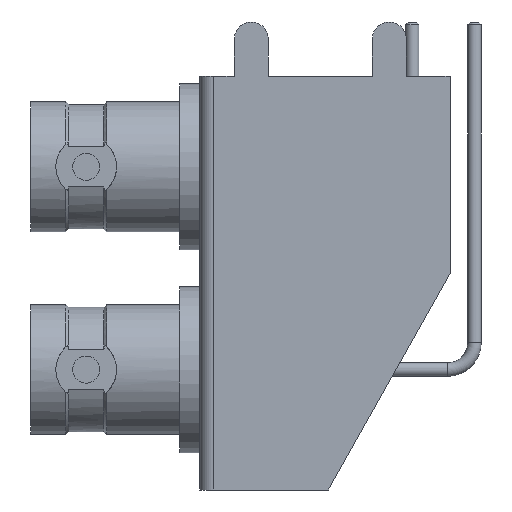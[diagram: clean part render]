
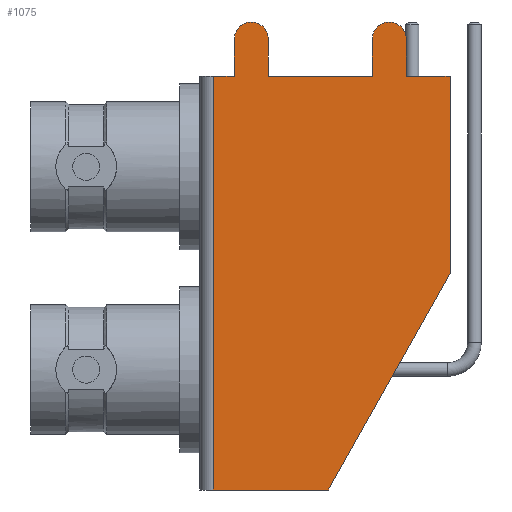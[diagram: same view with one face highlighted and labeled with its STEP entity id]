
A CAD part, front view. The second image highlights one B-rep face of the part: STEP entity #1075.
In plain terms, the highlighted planar face has unit normal (0, -1, 0).
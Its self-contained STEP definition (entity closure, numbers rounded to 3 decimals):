
#61 = CARTESIAN_POINT ( 'NONE',  ( 6., -8.85, 30.6 ) ) ;
#264 = ORIENTED_EDGE ( 'NONE', *, *, #12751, .T. ) ;
#359 = EDGE_CURVE ( 'NONE', #1752, #4699, #2798, .T. ) ;
#474 = DIRECTION ( 'NONE',  ( 0., 0., 1. ) ) ;
#701 = VERTEX_POINT ( 'NONE', #9405 ) ;
#789 = DIRECTION ( 'NONE',  ( 0., 0., -1. ) ) ;
#841 = CARTESIAN_POINT ( 'NONE',  ( -8.25, -8.85, 30.6 ) ) ;
#909 = DIRECTION ( 'NONE',  ( -1., 0., 0. ) ) ;
#921 = EDGE_CURVE ( 'NONE', #7532, #1752, #8027, .T. ) ;
#1043 = ORIENTED_EDGE ( 'NONE', *, *, #1681, .F. ) ;
#1045 = VERTEX_POINT ( 'NONE', #7415 ) ;
#1075 = ADVANCED_FACE ( 'NONE', ( #10304 ), #7480, .F. ) ;
#1078 = EDGE_LOOP ( 'NONE', ( #8168, #12001, #6796, #9677, #264, #3874, #8722, #7888, #8040, #10876, #9723, #6535, #10143, #1043, #9674 ) ) ;
#1166 = AXIS2_PLACEMENT_3D ( 'NONE', #4074, #3150, #5238 ) ;
#1207 = CARTESIAN_POINT ( 'NONE',  ( -8.25, -8.85, 34.6 ) ) ;
#1420 = CIRCLE ( 'NONE', #12103, 1.25 ) ;
#1495 = EDGE_CURVE ( 'NONE', #8089, #7532, #2239, .T. ) ;
#1574 = CIRCLE ( 'NONE', #4927, 1.25 ) ;
#1629 = CARTESIAN_POINT ( 'NONE',  ( -8.25, -8.85, 0. ) ) ;
#1681 = EDGE_CURVE ( 'NONE', #701, #12124, #6541, .T. ) ;
#1686 = VERTEX_POINT ( 'NONE', #4708 ) ;
#1752 = VERTEX_POINT ( 'NONE', #1629 ) ;
#1763 = DIRECTION ( 'NONE',  ( 0., -1., 0. ) ) ;
#1866 = VERTEX_POINT ( 'NONE', #3944 ) ;
#2195 = VECTOR ( 'NONE', #909, 1000. ) ;
#2239 = LINE ( 'NONE', #3424, #9248 ) ;
#2298 = DIRECTION ( 'NONE',  ( 0., -1., 0. ) ) ;
#2407 = CARTESIAN_POINT ( 'NONE',  ( 6., -8.85, 34.6 ) ) ;
#2443 = VERTEX_POINT ( 'NONE', #11652 ) ;
#2530 = DIRECTION ( 'NONE',  ( 0., 0., 1. ) ) ;
#2545 = CIRCLE ( 'NONE', #9657, 1.25 ) ;
#2618 = VECTOR ( 'NONE', #6452, 1000. ) ;
#2742 = CARTESIAN_POINT ( 'NONE',  ( -8.25, -8.85, 30.6 ) ) ;
#2798 = LINE ( 'NONE', #5348, #11708 ) ;
#2815 = VECTOR ( 'NONE', #3939, 1000. ) ;
#2888 = DIRECTION ( 'NONE',  ( 0., 0., 1. ) ) ;
#3150 = DIRECTION ( 'NONE',  ( 0., -1., 0. ) ) ;
#3177 = VERTEX_POINT ( 'NONE', #11648 ) ;
#3343 = DIRECTION ( 'NONE',  ( 0., 0., -1. ) ) ;
#3424 = CARTESIAN_POINT ( 'NONE',  ( -8.25, -8.85, 30.6 ) ) ;
#3524 = DIRECTION ( 'NONE',  ( -1., 0., 0. ) ) ;
#3578 = LINE ( 'NONE', #4377, #2618 ) ;
#3815 = CARTESIAN_POINT ( 'NONE',  ( 4.75, -8.85, 33.35 ) ) ;
#3868 = VECTOR ( 'NONE', #6735, 1000. ) ;
#3874 = ORIENTED_EDGE ( 'NONE', *, *, #5200, .T. ) ;
#3939 = DIRECTION ( 'NONE',  ( 0., 0., -1. ) ) ;
#3944 = CARTESIAN_POINT ( 'NONE',  ( 6., -8.85, 33.35 ) ) ;
#4074 = CARTESIAN_POINT ( 'NONE',  ( -5.45, -8.85, 33.35 ) ) ;
#4159 = CARTESIAN_POINT ( 'NONE',  ( -6.7, -8.85, 30.6 ) ) ;
#4167 = DIRECTION ( 'NONE',  ( 0., 0., -1. ) ) ;
#4218 = CARTESIAN_POINT ( 'NONE',  ( -4.2, -8.85, 33.35 ) ) ;
#4303 = EDGE_CURVE ( 'NONE', #1686, #3177, #1420, .T. ) ;
#4377 = CARTESIAN_POINT ( 'NONE',  ( 12.992, -8.85, 22.652 ) ) ;
#4699 = VERTEX_POINT ( 'NONE', #8925 ) ;
#4708 = CARTESIAN_POINT ( 'NONE',  ( 4.75, -8.85, 34.6 ) ) ;
#4927 = AXIS2_PLACEMENT_3D ( 'NONE', #3815, #1763, #2888 ) ;
#5200 = EDGE_CURVE ( 'NONE', #1045, #6479, #12842, .T. ) ;
#5202 = DIRECTION ( 'NONE',  ( 0., 1., 0. ) ) ;
#5238 = DIRECTION ( 'NONE',  ( 0., 0., 1. ) ) ;
#5348 = CARTESIAN_POINT ( 'NONE',  ( -8.25, -8.85, 0. ) ) ;
#5405 = DIRECTION ( 'NONE',  ( 1., 0., 0. ) ) ;
#5413 = LINE ( 'NONE', #6459, #7409 ) ;
#5622 = CARTESIAN_POINT ( 'NONE',  ( 9.25, -8.85, 16. ) ) ;
#5718 = EDGE_CURVE ( 'NONE', #12633, #1866, #11318, .T. ) ;
#5738 = VECTOR ( 'NONE', #3524, 1000. ) ;
#6291 = AXIS2_PLACEMENT_3D ( 'NONE', #1207, #5202, #8292 ) ;
#6293 = DIRECTION ( 'NONE',  ( 0., 0., 1. ) ) ;
#6452 = DIRECTION ( 'NONE',  ( 0.49, 0., 0.872 ) ) ;
#6459 = CARTESIAN_POINT ( 'NONE',  ( 3.5, -8.85, 34.6 ) ) ;
#6479 = VERTEX_POINT ( 'NONE', #4218 ) ;
#6535 = ORIENTED_EDGE ( 'NONE', *, *, #359, .T. ) ;
#6541 = LINE ( 'NONE', #11579, #7140 ) ;
#6735 = DIRECTION ( 'NONE',  ( 0., 0., 1. ) ) ;
#6796 = ORIENTED_EDGE ( 'NONE', *, *, #4303, .T. ) ;
#7140 = VECTOR ( 'NONE', #789, 1000. ) ;
#7263 = VERTEX_POINT ( 'NONE', #11577 ) ;
#7400 = DIRECTION ( 'NONE',  ( -1., 0., 0. ) ) ;
#7409 = VECTOR ( 'NONE', #3343, 1000. ) ;
#7415 = CARTESIAN_POINT ( 'NONE',  ( -4.2, -8.85, 30.6 ) ) ;
#7480 = PLANE ( 'NONE',  #6291 ) ;
#7508 = CARTESIAN_POINT ( 'NONE',  ( -8.25, -8.85, 30.6 ) ) ;
#7532 = VERTEX_POINT ( 'NONE', #2742 ) ;
#7722 = CARTESIAN_POINT ( 'NONE',  ( -4.2, -8.85, 34.6 ) ) ;
#7888 = ORIENTED_EDGE ( 'NONE', *, *, #8384, .T. ) ;
#7966 = VECTOR ( 'NONE', #4167, 1000. ) ;
#8027 = LINE ( 'NONE', #10051, #7966 ) ;
#8040 = ORIENTED_EDGE ( 'NONE', *, *, #12225, .T. ) ;
#8089 = VERTEX_POINT ( 'NONE', #4159 ) ;
#8168 = ORIENTED_EDGE ( 'NONE', *, *, #5718, .T. ) ;
#8292 = DIRECTION ( 'NONE',  ( 0., 0., 1. ) ) ;
#8384 = EDGE_CURVE ( 'NONE', #2443, #10117, #2545, .T. ) ;
#8531 = DIRECTION ( 'NONE',  ( 0., -1., 0. ) ) ;
#8722 = ORIENTED_EDGE ( 'NONE', *, *, #10094, .T. ) ;
#8849 = LINE ( 'NONE', #841, #2195 ) ;
#8868 = VECTOR ( 'NONE', #2530, 1000. ) ;
#8925 = CARTESIAN_POINT ( 'NONE',  ( 0.25, -8.85, 0. ) ) ;
#9248 = VECTOR ( 'NONE', #7400, 1000. ) ;
#9405 = CARTESIAN_POINT ( 'NONE',  ( 9.25, -8.85, 30.6 ) ) ;
#9573 = CARTESIAN_POINT ( 'NONE',  ( -5.45, -8.85, 33.35 ) ) ;
#9657 = AXIS2_PLACEMENT_3D ( 'NONE', #9573, #8531, #474 ) ;
#9674 = ORIENTED_EDGE ( 'NONE', *, *, #10506, .T. ) ;
#9677 = ORIENTED_EDGE ( 'NONE', *, *, #12867, .T. ) ;
#9681 = CARTESIAN_POINT ( 'NONE',  ( -6.7, -8.85, 34.6 ) ) ;
#9723 = ORIENTED_EDGE ( 'NONE', *, *, #921, .T. ) ;
#9844 = EDGE_CURVE ( 'NONE', #1866, #1686, #1574, .T. ) ;
#10051 = CARTESIAN_POINT ( 'NONE',  ( -8.25, -8.85, 34.6 ) ) ;
#10094 = EDGE_CURVE ( 'NONE', #6479, #2443, #12881, .T. ) ;
#10117 = VERTEX_POINT ( 'NONE', #11059 ) ;
#10143 = ORIENTED_EDGE ( 'NONE', *, *, #11090, .T. ) ;
#10304 = FACE_OUTER_BOUND ( 'NONE', #1078, .T. ) ;
#10336 = LINE ( 'NONE', #7508, #5738 ) ;
#10506 = EDGE_CURVE ( 'NONE', #701, #12633, #8849, .T. ) ;
#10876 = ORIENTED_EDGE ( 'NONE', *, *, #1495, .T. ) ;
#11059 = CARTESIAN_POINT ( 'NONE',  ( -6.7, -8.85, 33.35 ) ) ;
#11090 = EDGE_CURVE ( 'NONE', #4699, #12124, #3578, .T. ) ;
#11318 = LINE ( 'NONE', #2407, #8868 ) ;
#11577 = CARTESIAN_POINT ( 'NONE',  ( 3.5, -8.85, 30.6 ) ) ;
#11579 = CARTESIAN_POINT ( 'NONE',  ( 9.25, -8.85, 34.6 ) ) ;
#11648 = CARTESIAN_POINT ( 'NONE',  ( 3.5, -8.85, 33.35 ) ) ;
#11652 = CARTESIAN_POINT ( 'NONE',  ( -5.45, -8.85, 34.6 ) ) ;
#11708 = VECTOR ( 'NONE', #5405, 1000. ) ;
#12001 = ORIENTED_EDGE ( 'NONE', *, *, #9844, .T. ) ;
#12103 = AXIS2_PLACEMENT_3D ( 'NONE', #12260, #2298, #6293 ) ;
#12124 = VERTEX_POINT ( 'NONE', #5622 ) ;
#12225 = EDGE_CURVE ( 'NONE', #10117, #8089, #12775, .T. ) ;
#12260 = CARTESIAN_POINT ( 'NONE',  ( 4.75, -8.85, 33.35 ) ) ;
#12633 = VERTEX_POINT ( 'NONE', #61 ) ;
#12751 = EDGE_CURVE ( 'NONE', #7263, #1045, #10336, .T. ) ;
#12775 = LINE ( 'NONE', #9681, #2815 ) ;
#12842 = LINE ( 'NONE', #7722, #3868 ) ;
#12867 = EDGE_CURVE ( 'NONE', #3177, #7263, #5413, .T. ) ;
#12881 = CIRCLE ( 'NONE', #1166, 1.25 ) ;
